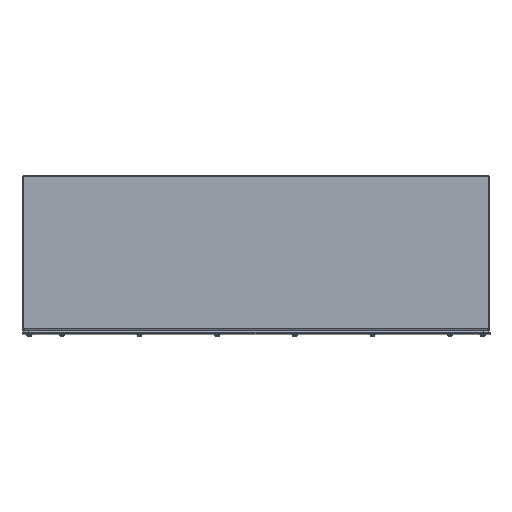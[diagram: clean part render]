
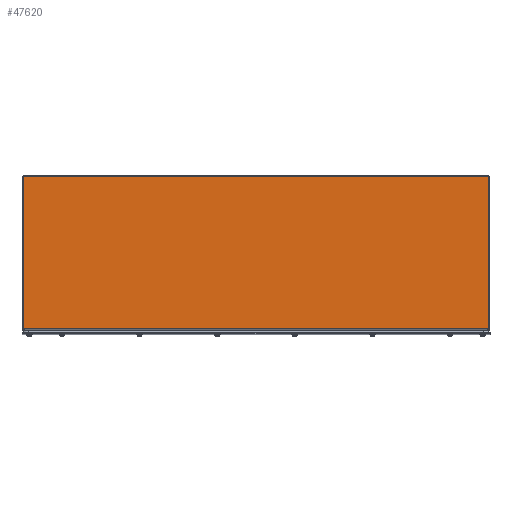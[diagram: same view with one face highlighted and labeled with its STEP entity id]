
A CAD part, top view. The second image highlights one B-rep face of the part: STEP entity #47620.
In plain terms, the highlighted planar face has unit normal (0, 0, 1).
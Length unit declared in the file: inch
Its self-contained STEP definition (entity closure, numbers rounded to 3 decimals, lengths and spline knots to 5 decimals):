
#4483 = VERTEX_POINT ( 'NONE', #55515 ) ;
#8188 = DIRECTION ( 'NONE',  ( 0., 1., 0. ) ) ;
#14837 = CARTESIAN_POINT ( 'NONE',  ( -17.9675, 0.095, 18.0625 ) ) ;
#14895 = ORIENTED_EDGE ( 'NONE', *, *, #20847, .F. ) ;
#16156 = DIRECTION ( 'NONE',  ( 1., 0., 0. ) ) ;
#18257 = EDGE_CURVE ( 'NONE', #31804, #4483, #41807, .T. ) ;
#19795 = PLANE ( 'NONE',  #36387 ) ;
#20847 = EDGE_CURVE ( 'NONE', #59089, #4483, #41452, .T. ) ;
#25041 = EDGE_LOOP ( 'NONE', ( #14895, #70399, #44735, #36971 ) ) ;
#26382 = CARTESIAN_POINT ( 'NONE',  ( 18.0135, 12., 18.0625 ) ) ;
#28917 = CARTESIAN_POINT ( 'NONE',  ( -17.9675, 11.81, 18.0625 ) ) ;
#28958 = VECTOR ( 'NONE', #57501, 39.37008 ) ;
#31053 = VECTOR ( 'NONE', #8188, 39.37008 ) ;
#31804 = VERTEX_POINT ( 'NONE', #40441 ) ;
#32700 = VECTOR ( 'NONE', #47771, 39.37008 ) ;
#36387 = AXIS2_PLACEMENT_3D ( 'NONE', #46062, #42042, #46814 ) ;
#36676 = CARTESIAN_POINT ( 'NONE',  ( 0.023, 11.81, 18.0625 ) ) ;
#36971 = ORIENTED_EDGE ( 'NONE', *, *, #18257, .T. ) ;
#37493 = CARTESIAN_POINT ( 'NONE',  ( -17.9675, 0.095, 18.0625 ) ) ;
#40441 = CARTESIAN_POINT ( 'NONE',  ( 18.0135, 0.095, 18.0625 ) ) ;
#41452 = LINE ( 'NONE', #36676, #28958 ) ;
#41807 = LINE ( 'NONE', #26382, #31053 ) ;
#42042 = DIRECTION ( 'NONE',  ( 0., 0., -1. ) ) ;
#44494 = EDGE_CURVE ( 'NONE', #59089, #54253, #53578, .T. ) ;
#44735 = ORIENTED_EDGE ( 'NONE', *, *, #46121, .T. ) ;
#46062 = CARTESIAN_POINT ( 'NONE',  ( 0.023, 6.0475, 18.0625 ) ) ;
#46121 = EDGE_CURVE ( 'NONE', #54253, #31804, #65427, .T. ) ;
#46814 = DIRECTION ( 'NONE',  ( 1., 0., 0. ) ) ;
#47542 = FACE_OUTER_BOUND ( 'NONE', #25041, .T. ) ;
#47620 = ADVANCED_FACE ( 'NONE', ( #47542 ), #19795, .F. ) ;
#47771 = DIRECTION ( 'NONE',  ( 0., -1., 0. ) ) ;
#53578 = LINE ( 'NONE', #37493, #32700 ) ;
#54253 = VERTEX_POINT ( 'NONE', #14837 ) ;
#55515 = CARTESIAN_POINT ( 'NONE',  ( 18.0135, 11.81, 18.0625 ) ) ;
#57501 = DIRECTION ( 'NONE',  ( 1., 0., 0. ) ) ;
#59089 = VERTEX_POINT ( 'NONE', #28917 ) ;
#65349 = VECTOR ( 'NONE', #16156, 39.37008 ) ;
#65427 = LINE ( 'NONE', #70197, #65349 ) ;
#70197 = CARTESIAN_POINT ( 'NONE',  ( 18.0135, 0.095, 18.0625 ) ) ;
#70399 = ORIENTED_EDGE ( 'NONE', *, *, #44494, .T. ) ;
